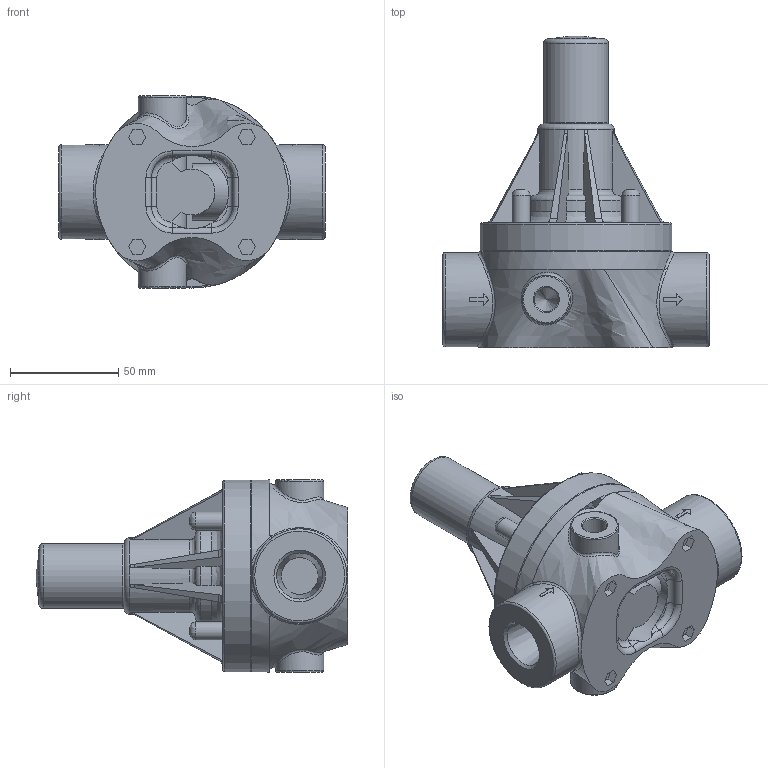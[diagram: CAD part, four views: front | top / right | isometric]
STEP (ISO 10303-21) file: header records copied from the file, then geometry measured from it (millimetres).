
FILE_DESCRIPTION((''),'2;1');
FILE_NAME('ECO-55A-PVC_R0.ipt.stp','2017-02-28T12:01:54',(''),(''),'Autodesk Inventor 2009','Autodesk Inventor 2009','');
FILE_SCHEMA(('AUTOMOTIVE_DESIGN { 1 0 10303 214 1 1 1 1 }'));
Length unit declared in the file: inch
Products named in the file (1): ECO-55A-PVC_R0
Bounding box: 123.19 x 144.15 x 88.9 mm (x, y, z)
Volume: 449826.7 mm3; surface area: 68576.3 mm2
Topology: 1 solids, 17 shells, 340 faces, 827 edges, 545 vertices
Faces by surface type: plane 139, cylinder 84, bspline 81, torus 25, cone 11
Full cylindrical faces by diameter (mm): 5.842 x4, 6.502 x4, 6.528 x4, 8.382 x4, 10.16 x4, 11.113 x2, 22.225 x2, 29.972 x1, 35.56 x1, 43.586 x2, 88.9 x1
Entity records: 16614 total; most frequent: CARTESIAN_POINT 9023, ORIENTED_EDGE 1500, DIRECTION 1388, EDGE_CURVE 750, AXIS2_PLACEMENT_3D 557, VERTEX_POINT 525, EDGE_LOOP 429, FACE_OUTER_BOUND 340
